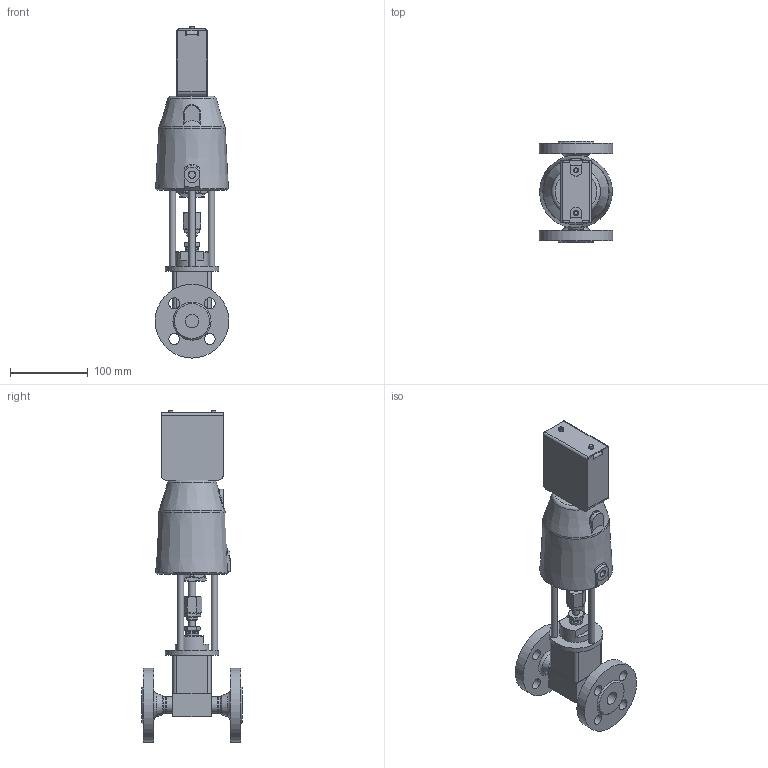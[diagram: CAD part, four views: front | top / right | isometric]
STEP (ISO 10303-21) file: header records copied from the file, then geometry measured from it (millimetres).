
FILE_DESCRIPTION(/* description */ ('3D-Modell'),/* implementation_level */ '2;1');
FILE_NAME(/* name */ '063.006738_2-640-01-0800-7008-DT_Aufrüst.stp',/* time_stamp */ '2020-02-19T07:35:03+01:00',/* author */ ('AApke'),/* organization */ (''),/* preprocessor_version */ 'ST-DEVELOPER v16.1',/* originating_system */ 'Autodesk Inventor 2016',/* authorisation */ '');
FILE_SCHEMA (('CONFIG_CONTROL_DESIGN'));
Length unit declared in the file: millimetre
Products named in the file (1): 88-004511
Bounding box: 95 x 130.2 x 428.1 mm (x, y, z)
Volume: 1233814.4 mm3; surface area: 175430.4 mm2
Topology: 1 solids, 1 shells, 348 faces, 830 edges, 504 vertices
Faces by surface type: plane 159, cone 92, cylinder 81, torus 12, bspline 4
Full cylindrical faces by diameter (mm): 3 x4, 4.4 x1, 5.5 x2, 6 x2, 8 x5, 8.566 x1, 10 x1, 14 x8, 15.7 x1, 17.1 x2, 18 x1, 21.3 x6, 34 x1, 43 x1, 69 x1, 95 x2
Entity records: 9651 total; most frequent: CARTESIAN_POINT 2269, DIRECTION 1528, ORIENTED_EDGE 1480, EDGE_CURVE 740, AXIS2_PLACEMENT_3D 631, VERTEX_POINT 487, EDGE_LOOP 481, FACE_OUTER_BOUND 348
